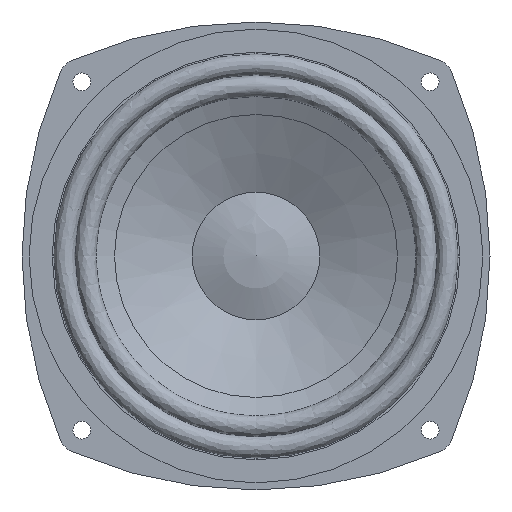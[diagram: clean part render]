
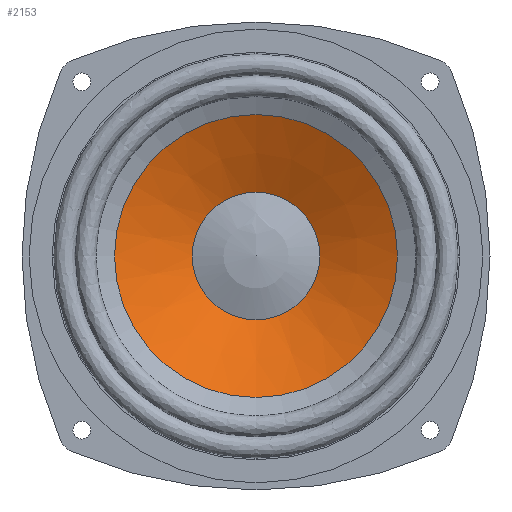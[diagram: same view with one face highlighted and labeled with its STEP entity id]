
A CAD part, front view. The second image highlights one B-rep face of the part: STEP entity #2153.
In plain terms, the highlighted conical face has half-angle 64.031 degrees and reference radius 40.128 mm.
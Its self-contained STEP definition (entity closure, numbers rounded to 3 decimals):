
#2086 = CONICAL_SURFACE('',#2087,39.909,0.453);
#2087 = AXIS2_PLACEMENT_3D('',#2088,#2089,#2090);
#2088 = CARTESIAN_POINT('',(0.,2.441,0.)
  );
#2089 = DIRECTION('',(0.,1.,0.));
#2090 = DIRECTION('',(0.,0.,1.));
#2104 = VERTEX_POINT('',#2105);
#2105 = CARTESIAN_POINT('',(0.,2.89,
    40.128));
#2126 = EDGE_CURVE('',#2104,#2104,#2127,.T.);
#2127 = SURFACE_CURVE('',#2128,(#2133,#2140),.PCURVE_S1.);
#2128 = CIRCLE('',#2129,40.128);
#2129 = AXIS2_PLACEMENT_3D('',#2130,#2131,#2132);
#2130 = CARTESIAN_POINT('',(0.,2.89,0.)
  );
#2131 = DIRECTION('',(0.,1.,0.));
#2132 = DIRECTION('',(0.,0.,1.));
#2133 = PCURVE('',#2086,#2134);
#2134 = DEFINITIONAL_REPRESENTATION('',(#2135),#2139);
#2135 = LINE('',#2136,#2137);
#2136 = CARTESIAN_POINT('',(0.,0.45));
#2137 = VECTOR('',#2138,1.);
#2138 = DIRECTION('',(1.,0.));
#2139 = ( GEOMETRIC_REPRESENTATION_CONTEXT(2) 
PARAMETRIC_REPRESENTATION_CONTEXT() REPRESENTATION_CONTEXT('2D SPACE',''
  ) );
#2140 = PCURVE('',#2141,#2146);
#2141 = CONICAL_SURFACE('',#2142,40.128,1.118);
#2142 = AXIS2_PLACEMENT_3D('',#2143,#2144,#2145);
#2143 = CARTESIAN_POINT('',(0.,2.89,0.)
  );
#2144 = DIRECTION('',(0.,-1.,0.));
#2145 = DIRECTION('',(0.,0.,1.));
#2146 = DEFINITIONAL_REPRESENTATION('',(#2147),#2151);
#2147 = LINE('',#2148,#2149);
#2148 = CARTESIAN_POINT('',(0.,0.));
#2149 = VECTOR('',#2150,1.);
#2150 = DIRECTION('',(-1.,0.));
#2151 = ( GEOMETRIC_REPRESENTATION_CONTEXT(2) 
PARAMETRIC_REPRESENTATION_CONTEXT() REPRESENTATION_CONTEXT('2D SPACE',''
  ) );
#2153 = ADVANCED_FACE('',(#2154),#2141,.F.);
#2154 = FACE_BOUND('',#2155,.F.);
#2155 = EDGE_LOOP('',(#2156,#2157,#2180,#2207));
#2156 = ORIENTED_EDGE('',*,*,#2126,.T.);
#2157 = ORIENTED_EDGE('',*,*,#2158,.T.);
#2158 = EDGE_CURVE('',#2104,#2159,#2161,.T.);
#2159 = VERTEX_POINT('',#2160);
#2160 = CARTESIAN_POINT('',(0.,13.668,18.));
#2161 = SEAM_CURVE('',#2162,(#2166,#2173),.PCURVE_S1.);
#2162 = LINE('',#2163,#2164);
#2163 = CARTESIAN_POINT('',(0.,2.89,
    40.128));
#2164 = VECTOR('',#2165,1.);
#2165 = DIRECTION('',(0.,0.438,-0.899
    ));
#2166 = PCURVE('',#2141,#2167);
#2167 = DEFINITIONAL_REPRESENTATION('',(#2168),#2172);
#2168 = LINE('',#2169,#2170);
#2169 = CARTESIAN_POINT('',(0.,0.));
#2170 = VECTOR('',#2171,1.);
#2171 = DIRECTION('',(0.,-1.));
#2172 = ( GEOMETRIC_REPRESENTATION_CONTEXT(2) 
PARAMETRIC_REPRESENTATION_CONTEXT() REPRESENTATION_CONTEXT('2D SPACE',''
  ) );
#2173 = PCURVE('',#2141,#2174);
#2174 = DEFINITIONAL_REPRESENTATION('',(#2175),#2179);
#2175 = LINE('',#2176,#2177);
#2176 = CARTESIAN_POINT('',(-6.283,0.));
#2177 = VECTOR('',#2178,1.);
#2178 = DIRECTION('',(0.,-1.));
#2179 = ( GEOMETRIC_REPRESENTATION_CONTEXT(2) 
PARAMETRIC_REPRESENTATION_CONTEXT() REPRESENTATION_CONTEXT('2D SPACE',''
  ) );
#2180 = ORIENTED_EDGE('',*,*,#2181,.F.);
#2181 = EDGE_CURVE('',#2159,#2159,#2182,.T.);
#2182 = SURFACE_CURVE('',#2183,(#2188,#2195),.PCURVE_S1.);
#2183 = CIRCLE('',#2184,18.);
#2184 = AXIS2_PLACEMENT_3D('',#2185,#2186,#2187);
#2185 = CARTESIAN_POINT('',(0.,13.668,0.)
  );
#2186 = DIRECTION('',(0.,1.,0.));
#2187 = DIRECTION('',(0.,0.,1.));
#2188 = PCURVE('',#2141,#2189);
#2189 = DEFINITIONAL_REPRESENTATION('',(#2190),#2194);
#2190 = LINE('',#2191,#2192);
#2191 = CARTESIAN_POINT('',(0.,-10.778));
#2192 = VECTOR('',#2193,1.);
#2193 = DIRECTION('',(-1.,0.));
#2194 = ( GEOMETRIC_REPRESENTATION_CONTEXT(2) 
PARAMETRIC_REPRESENTATION_CONTEXT() REPRESENTATION_CONTEXT('2D SPACE',''
  ) );
#2195 = PCURVE('',#2196,#2201);
#2196 = SPHERICAL_SURFACE('',#2197,46.);
#2197 = AXIS2_PLACEMENT_3D('',#2198,#2199,#2200);
#2198 = CARTESIAN_POINT('',(0.,56.,0.));
#2199 = DIRECTION('',(0.,-1.,0.));
#2200 = DIRECTION('',(0.,0.,1.));
#2201 = DEFINITIONAL_REPRESENTATION('',(#2202),#2206);
#2202 = LINE('',#2203,#2204);
#2203 = CARTESIAN_POINT('',(0.,1.169));
#2204 = VECTOR('',#2205,1.);
#2205 = DIRECTION('',(-1.,0.));
#2206 = ( GEOMETRIC_REPRESENTATION_CONTEXT(2) 
PARAMETRIC_REPRESENTATION_CONTEXT() REPRESENTATION_CONTEXT('2D SPACE',''
  ) );
#2207 = ORIENTED_EDGE('',*,*,#2158,.F.);
